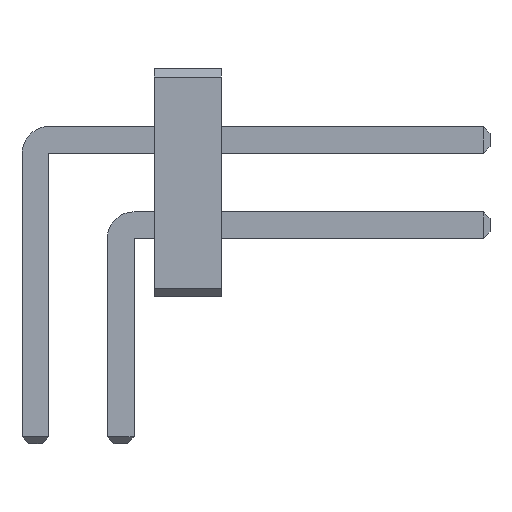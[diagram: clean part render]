
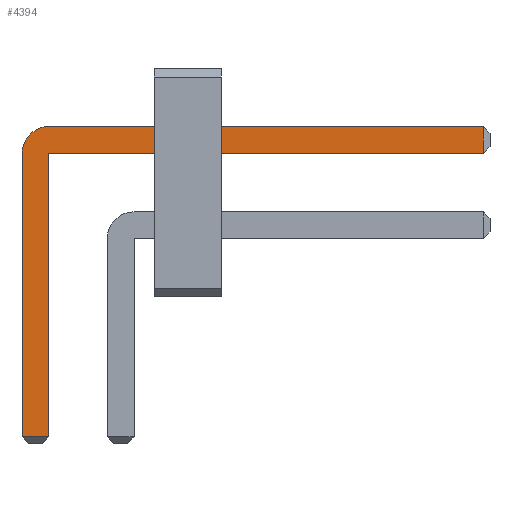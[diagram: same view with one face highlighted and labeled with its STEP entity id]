
A CAD part, front view. The second image highlights one B-rep face of the part: STEP entity #4394.
In plain terms, the highlighted planar face has unit normal (0, -1, 0).
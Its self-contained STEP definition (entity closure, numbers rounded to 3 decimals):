
#13=DIRECTION('',(0.,0.,1.));
#1981=VECTOR('',#13,1.);
#4196=VECTOR('',#4197,1.);
#4197=DIRECTION('',(1.,0.,0.));
#4203=VECTOR('',#4204,1.);
#4204=DIRECTION('',(0.,0.,-1.));
#4211=VECTOR('',#4212,1.);
#4212=DIRECTION('',(-1.,0.,0.));
#4233=DIRECTION('',(-0.,1.,0.));
#4237=DIRECTION('',(0.,1.,0.));
#4238=DIRECTION('',(0.,0.,1.));
#4245=VERTEX_POINT('',#4246);
#4246=CARTESIAN_POINT('',(0.2,-42.11,2.535));
#4248=ORIENTED_EDGE('',*,*,#4249,.T.);
#4249=EDGE_CURVE('',#4245,#4250,#4252,.T.);
#4250=VERTEX_POINT('',#4251);
#4251=CARTESIAN_POINT('',(6.67,-42.11,2.535));
#4252=LINE('',#4253,#4196);
#4253=CARTESIAN_POINT('',(-0.2,-42.11,2.535));
#4290=EDGE_CURVE('',#4291,#4245,#4293,.T.);
#4291=VERTEX_POINT('',#4292);
#4292=CARTESIAN_POINT('',(-0.2,-42.11,2.135));
#4293=CIRCLE('',#4294,0.4);
#4294=AXIS2_PLACEMENT_3D('',#4295,#4233,#4204);
#4295=CARTESIAN_POINT('',(0.2,-42.11,2.135));
#4307=VERTEX_POINT('',#4308);
#4308=CARTESIAN_POINT('',(6.67,-42.11,2.135));
#4310=ORIENTED_EDGE('',*,*,#4311,.T.);
#4311=EDGE_CURVE('',#4307,#4312,#4313,.T.);
#4312=VERTEX_POINT('',#4295);
#4313=LINE('',#4314,#4211);
#4314=CARTESIAN_POINT('',(6.77,-42.11,2.135));
#4326=VERTEX_POINT('',#4327);
#4327=CARTESIAN_POINT('',(-0.2,-42.11,-2.085));
#4329=ORIENTED_EDGE('',*,*,#4330,.T.);
#4330=EDGE_CURVE('',#4326,#4291,#4331,.T.);
#4331=LINE('',#4332,#1981);
#4332=CARTESIAN_POINT('',(-0.2,-42.11,-2.185));
#4340=ORIENTED_EDGE('',*,*,#4341,.T.);
#4341=EDGE_CURVE('',#4312,#4342,#4344,.T.);
#4342=VERTEX_POINT('',#4343);
#4343=CARTESIAN_POINT('',(0.2,-42.11,-2.085));
#4344=LINE('',#4295,#4203);
#4394=ADVANCED_FACE('',(#4395),#4404,.F.);
#4395=FACE_BOUND('',#4396,.F.);
#4396=EDGE_LOOP('',(#4248,#4397,#4310,#4340,#4400,#4329,#4403));
#4397=ORIENTED_EDGE('',*,*,#4398,.T.);
#4398=EDGE_CURVE('',#4250,#4307,#4399,.T.);
#4399=LINE('',#4251,#4203);
#4400=ORIENTED_EDGE('',*,*,#4401,.T.);
#4401=EDGE_CURVE('',#4342,#4326,#4402,.T.);
#4402=LINE('',#4343,#4211);
#4403=ORIENTED_EDGE('',*,*,#4290,.T.);
#4404=PLANE('',#4405);
#4405=AXIS2_PLACEMENT_3D('',#4406,#4237,#4238);
#4406=CARTESIAN_POINT('',(2.071,-42.11,1.389));
